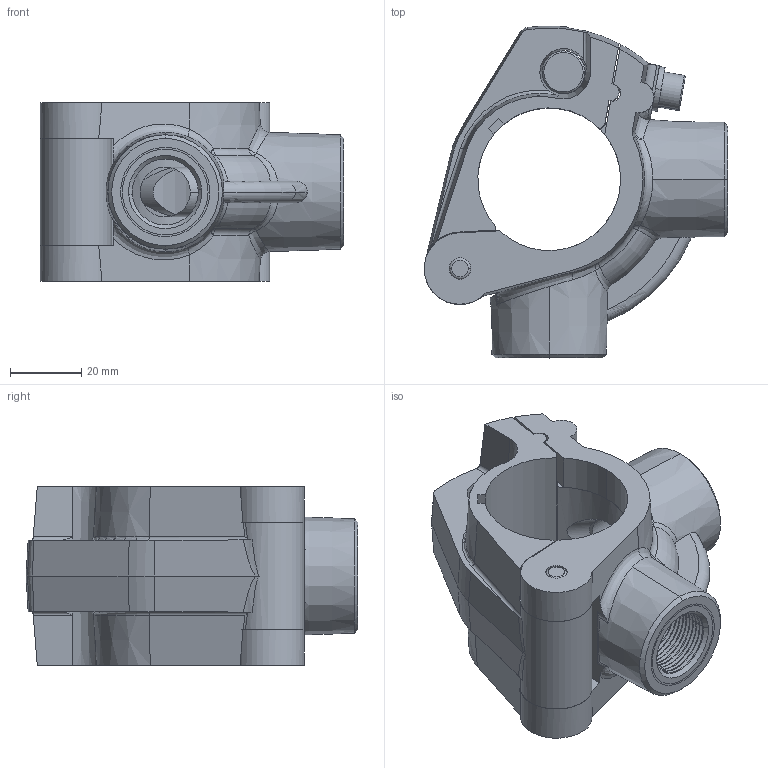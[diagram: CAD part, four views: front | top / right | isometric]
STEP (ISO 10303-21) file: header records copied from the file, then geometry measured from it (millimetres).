
FILE_DESCRIPTION (( 'STEP AP203' ), '1' );
FILE_NAME ('R208.040.040.step', '2013-11-19T10:56:52', ( 'Alusic' ), ( 'Alusic' ), 'SwSTEP 2.0', 'SolidWorks 2011', '' );
FILE_SCHEMA (( 'CONFIG_CONTROL_DESIGN' ));
Length unit declared in the file: millimetre
Products named in the file (1): R208.040.040
Bounding box: 85 x 92.98 x 50 mm (x, y, z)
Surface area: 39664 mm2 (no closed solid volume)
Topology: 0 solids, 18 shells, 318 faces, 834 edges, 520 vertices
Faces by surface type: cone 104, cylinder 88, plane 78, bspline 24, torus 16, sphere 8
Entity records: 11806 total; most frequent: CARTESIAN_POINT 4134, DIRECTION 1602, ORIENTED_EDGE 1556, EDGE_CURVE 834, AXIS2_PLACEMENT_3D 634, VERTEX_POINT 520, CIRCLE 339, EDGE_LOOP 337
